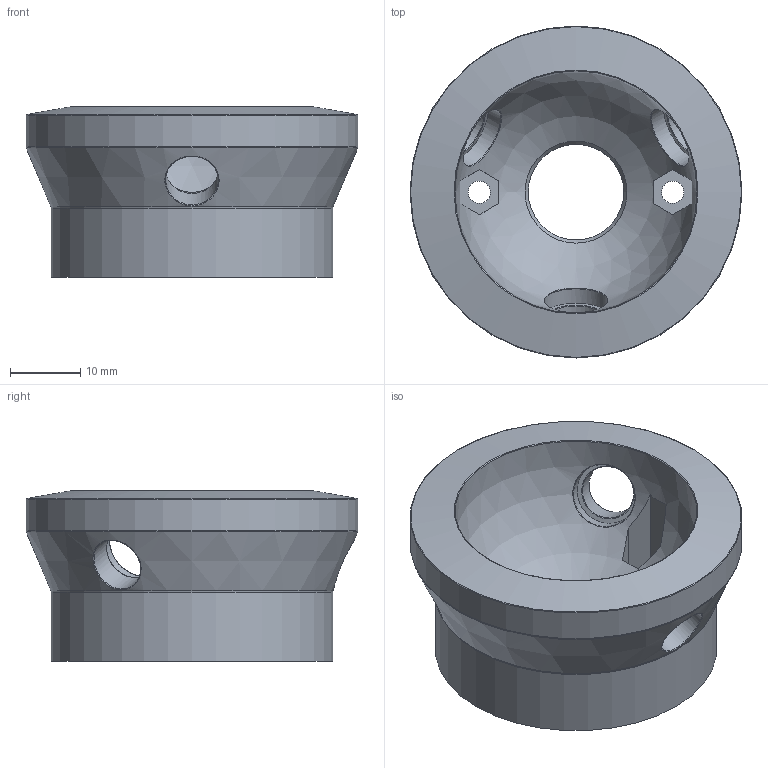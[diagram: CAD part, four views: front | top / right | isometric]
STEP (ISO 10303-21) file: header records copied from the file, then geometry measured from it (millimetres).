
FILE_DESCRIPTION(/* description */ (''),/* implementation_level */ '2;1');
FILE_NAME(/* name */ 'Trackball Mount Full.step',/* time_stamp */ '2023-08-01T20:30:45+01:00',/* author */ (''),/* organization */ (''),/* preprocessor_version */ 'ST-DEVELOPER v20',/* originating_system */ 'Autodesk Translation Framework v12.9.0.99',/* authorisation */ '');
FILE_SCHEMA (('AUTOMOTIVE_DESIGN { 1 0 10303 214 3 1 1 }'));
Length unit declared in the file: millimetre
Products named in the file (1): Trackball Mount Full
Bounding box: 47.4 x 47.4 x 24.3 mm (x, y, z)
Volume: 19456.3 mm3; surface area: 8068.2 mm2
Topology: 1 solids, 1 shells, 64 faces, 159 edges, 101 vertices
Faces by surface type: plane 27, cylinder 15, bspline 8, cone 8, torus 5, sphere 1
Full cylindrical faces by diameter (mm): 3.2 x2, 7.52 x3, 9.04 x3, 13.647 x1, 40.2 x1, 47.4 x1
Entity records: 2606 total; most frequent: CARTESIAN_POINT 1017, DIRECTION 329, ORIENTED_EDGE 318, EDGE_CURVE 159, AXIS2_PLACEMENT_3D 131, VERTEX_POINT 101, EDGE_LOOP 80, CIRCLE 74
